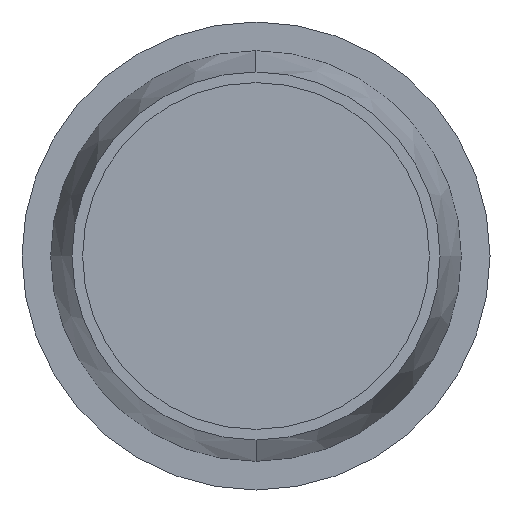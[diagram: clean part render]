
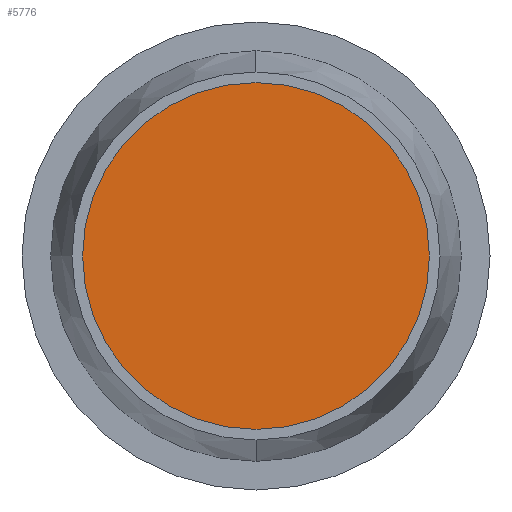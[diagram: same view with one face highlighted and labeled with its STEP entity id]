
A CAD part, front view. The second image highlights one B-rep face of the part: STEP entity #5776.
In plain terms, the highlighted planar face has unit normal (0, -1, 0).
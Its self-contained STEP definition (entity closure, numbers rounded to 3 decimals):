
#1 = CARTESIAN_POINT ( 'NONE',  ( 8.15, 10., 0. ) ) ;
#595 = ORIENTED_EDGE ( 'NONE', *, *, #9901, .T. ) ;
#1293 = DIRECTION ( 'NONE',  ( 0., -1., 0. ) ) ;
#2214 = CIRCLE ( 'NONE', #15393, 8.15 ) ;
#2697 = DIRECTION ( 'NONE',  ( 0., 0., 1. ) ) ;
#3507 = EDGE_CURVE ( 'NONE', #12832, #17141, #9935, .T. ) ;
#5761 = CARTESIAN_POINT ( 'NONE',  ( 0., 10., 0. ) ) ;
#5776 = ADVANCED_FACE ( 'NONE', ( #15685 ), #6514, .F. ) ;
#5796 = CARTESIAN_POINT ( 'NONE',  ( 0., 10., 0. ) ) ;
#6514 = PLANE ( 'NONE',  #17622 ) ;
#7947 = CARTESIAN_POINT ( 'NONE',  ( -8.15, 10., 0. ) ) ;
#9901 = EDGE_CURVE ( 'NONE', #17141, #12832, #2214, .T. ) ;
#9935 = CIRCLE ( 'NONE', #13653, 8.15 ) ;
#9937 = DIRECTION ( 'NONE',  ( 0., 0., 1. ) ) ;
#12832 = VERTEX_POINT ( 'NONE', #7947 ) ;
#13248 = EDGE_LOOP ( 'NONE', ( #595, #20462 ) ) ;
#13653 = AXIS2_PLACEMENT_3D ( 'NONE', #5796, #1293, #17158 ) ;
#13733 = DIRECTION ( 'NONE',  ( 0., -1., 0. ) ) ;
#14555 = DIRECTION ( 'NONE',  ( 0., 1., 0. ) ) ;
#15393 = AXIS2_PLACEMENT_3D ( 'NONE', #5761, #13733, #2697 ) ;
#15685 = FACE_OUTER_BOUND ( 'NONE', #13248, .T. ) ;
#17141 = VERTEX_POINT ( 'NONE', #1 ) ;
#17158 = DIRECTION ( 'NONE',  ( 0., 0., 1. ) ) ;
#17622 = AXIS2_PLACEMENT_3D ( 'NONE', #19286, #14555, #9937 ) ;
#19286 = CARTESIAN_POINT ( 'NONE',  ( 9.65, 10., 0. ) ) ;
#20462 = ORIENTED_EDGE ( 'NONE', *, *, #3507, .T. ) ;
